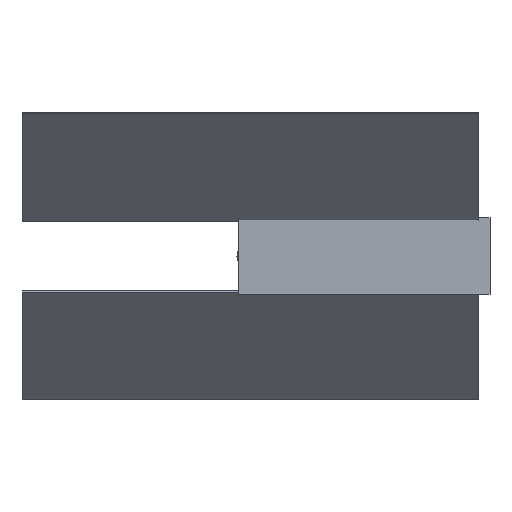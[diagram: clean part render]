
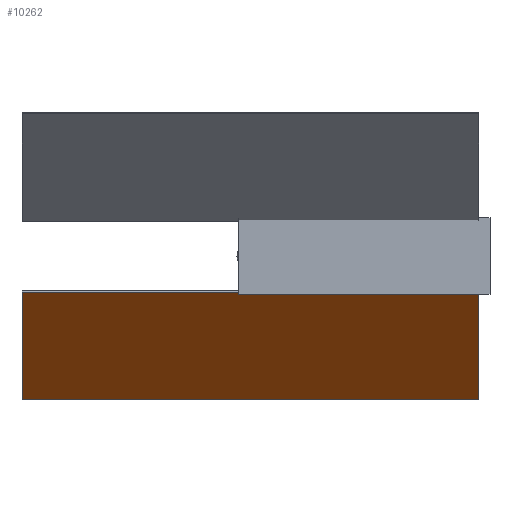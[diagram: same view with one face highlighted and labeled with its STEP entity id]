
A CAD part, front view. The second image highlights one B-rep face of the part: STEP entity #10262.
In plain terms, the highlighted planar face has unit normal (0, -0.707, -0.707).
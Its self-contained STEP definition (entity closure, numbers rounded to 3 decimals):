
#10116=CARTESIAN_POINT('Axis2P3D Location',(0.,-1.061,-1.061)) ;
#10160=CARTESIAN_POINT('Vertex',(-615.,45.404,-47.525)) ;
#10163=CARTESIAN_POINT('Line Origine',(-315.,45.404,-47.525)) ;
#10167=CARTESIAN_POINT('Vertex',(-15.,45.404,-47.525)) ;
#10193=CARTESIAN_POINT('Vertex',(-615.,186.825,-188.946)) ;
#10196=CARTESIAN_POINT('Line Origine',(-615.,116.114,-118.236)) ;
#10224=CARTESIAN_POINT('Vertex',(-15.,186.825,-188.946)) ;
#10227=CARTESIAN_POINT('Line Origine',(-315.,186.825,-188.946)) ;
#10244=CARTESIAN_POINT('Line Origine',(-15.,116.114,-118.236)) ;
#10117=DIRECTION('Axis2P3D Direction',(0.,0.707,0.707)) ;
#10118=DIRECTION('Axis2P3D XDirection',(-1.,0.,0.)) ;
#10164=DIRECTION('Vector Direction',(-1.,0.,0.)) ;
#10197=DIRECTION('Vector Direction',(0.,-0.707,0.707)) ;
#10228=DIRECTION('Vector Direction',(1.,0.,0.)) ;
#10245=DIRECTION('Vector Direction',(0.,0.707,-0.707)) ;
#10119=AXIS2_PLACEMENT_3D('Plane Axis2P3D',#10116,#10117,#10118) ;
#10257=ORIENTED_EDGE('',*,*,#10169,.T.) ;
#10258=ORIENTED_EDGE('',*,*,#10200,.T.) ;
#10259=ORIENTED_EDGE('',*,*,#10231,.T.) ;
#10260=ORIENTED_EDGE('',*,*,#10248,.T.) ;
#10165=VECTOR('Line Direction',#10164,1.) ;
#10198=VECTOR('Line Direction',#10197,1.) ;
#10229=VECTOR('Line Direction',#10228,1.) ;
#10246=VECTOR('Line Direction',#10245,1.) ;
#10262=ADVANCED_FACE('SA_side_2_ext',(#10261),#10120,.F.) ;
#10169=EDGE_CURVE('',#10168,#10161,#10166,.T.) ;
#10200=EDGE_CURVE('',#10161,#10194,#10199,.F.) ;
#10231=EDGE_CURVE('',#10194,#10225,#10230,.T.) ;
#10248=EDGE_CURVE('',#10225,#10168,#10247,.F.) ;
#10256=EDGE_LOOP('',(#10257,#10258,#10259,#10260)) ;
#10261=FACE_OUTER_BOUND('',#10256,.T.) ;
#10166=LINE('Line',#10163,#10165) ;
#10199=LINE('Line',#10196,#10198) ;
#10230=LINE('Line',#10227,#10229) ;
#10247=LINE('Line',#10244,#10246) ;
#10120=PLANE('',#10119) ;
#10161=VERTEX_POINT('',#10160) ;
#10168=VERTEX_POINT('',#10167) ;
#10194=VERTEX_POINT('',#10193) ;
#10225=VERTEX_POINT('',#10224) ;
